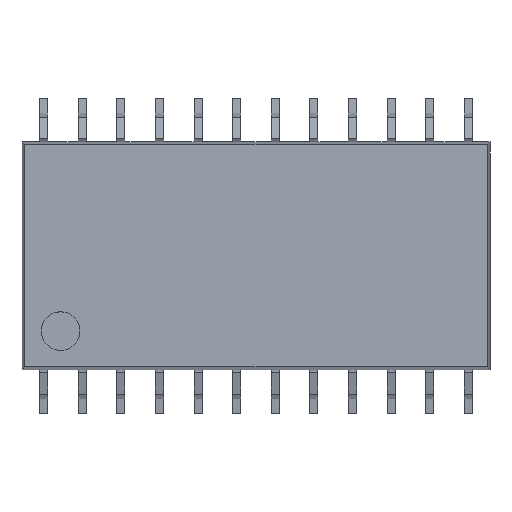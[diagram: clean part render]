
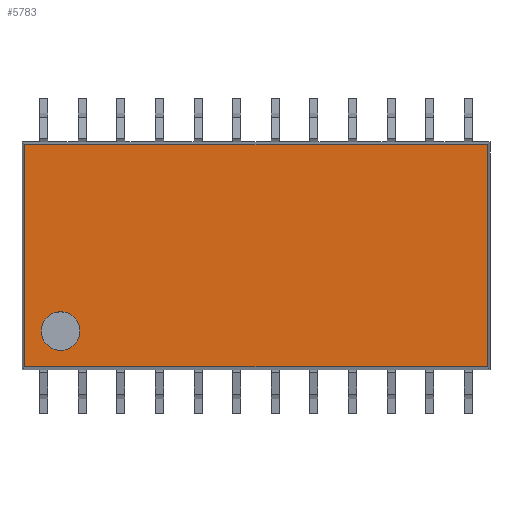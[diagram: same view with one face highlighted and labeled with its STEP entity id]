
A CAD part, top view. The second image highlights one B-rep face of the part: STEP entity #5783.
In plain terms, the highlighted planar face has unit normal (0, 0, 1).
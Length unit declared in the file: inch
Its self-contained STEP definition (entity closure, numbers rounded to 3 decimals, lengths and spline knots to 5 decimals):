
#368 = EDGE_CURVE ( 'NONE', #3521, #2726, #3201, .T. ) ;
#605 = CARTESIAN_POINT ( 'NONE',  ( 0.00364, 0., 0.052 ) ) ;
#620 = LINE ( 'NONE', #1575, #3696 ) ;
#649 = CARTESIAN_POINT ( 'NONE',  ( 0.60236, 0.00364, 0.052 ) ) ;
#829 = EDGE_CURVE ( 'NONE', #6519, #7436, #6044, .T. ) ;
#859 = VECTOR ( 'NONE', #6735, 39.37008 ) ;
#1176 = CARTESIAN_POINT ( 'NONE',  ( 0.60236, 0., 0.052 ) ) ;
#1201 = ORIENTED_EDGE ( 'NONE', *, *, #2771, .T. ) ;
#1375 = DIRECTION ( 'NONE',  ( 0., 0., 1. ) ) ;
#1575 = CARTESIAN_POINT ( 'NONE',  ( 0., 0.00364, 0.052 ) ) ;
#1903 = CIRCLE ( 'NONE', #6726, 0.025 ) ;
#1951 = CARTESIAN_POINT ( 'NONE',  ( 0., 0., 0.052 ) ) ;
#2169 = EDGE_CURVE ( 'NONE', #2726, #3521, #1903, .T. ) ;
#2176 = LINE ( 'NONE', #605, #6653 ) ;
#2269 = ORIENTED_EDGE ( 'NONE', *, *, #368, .F. ) ;
#2340 = CARTESIAN_POINT ( 'NONE',  ( 0.00364, 0.00364, 0.052 ) ) ;
#2455 = DIRECTION ( 'NONE',  ( 0., -1., 0. ) ) ;
#2575 = AXIS2_PLACEMENT_3D ( 'NONE', #5018, #1375, #5633 ) ;
#2578 = DIRECTION ( 'NONE',  ( 0., 0., -1. ) ) ;
#2726 = VERTEX_POINT ( 'NONE', #3078 ) ;
#2759 = AXIS2_PLACEMENT_3D ( 'NONE', #1951, #2578, #6831 ) ;
#2771 = EDGE_CURVE ( 'NONE', #7436, #5677, #7353, .T. ) ;
#3078 = CARTESIAN_POINT ( 'NONE',  ( 0.025, 0.05, 0.052 ) ) ;
#3140 = DIRECTION ( 'NONE',  ( 0., 0., 1. ) ) ;
#3201 = CIRCLE ( 'NONE', #2575, 0.025 ) ;
#3521 = VERTEX_POINT ( 'NONE', #3675 ) ;
#3675 = CARTESIAN_POINT ( 'NONE',  ( 0.075, 0.05, 0.052 ) ) ;
#3696 = VECTOR ( 'NONE', #4645, 39.37008 ) ;
#3714 = CARTESIAN_POINT ( 'NONE',  ( 0., 0.29136, 0.052 ) ) ;
#4128 = EDGE_CURVE ( 'NONE', #5677, #5553, #2176, .T. ) ;
#4255 = CARTESIAN_POINT ( 'NONE',  ( 0.00364, 0.29136, 0.052 ) ) ;
#4333 = EDGE_LOOP ( 'NONE', ( #2269, #7320 ) ) ;
#4645 = DIRECTION ( 'NONE',  ( 1., 0., 0. ) ) ;
#4780 = ORIENTED_EDGE ( 'NONE', *, *, #5412, .T. ) ;
#5018 = CARTESIAN_POINT ( 'NONE',  ( 0.05, 0.05, 0.052 ) ) ;
#5132 = EDGE_LOOP ( 'NONE', ( #7699, #4780, #6948, #1201 ) ) ;
#5412 = EDGE_CURVE ( 'NONE', #5553, #6519, #620, .T. ) ;
#5553 = VERTEX_POINT ( 'NONE', #2340 ) ;
#5610 = PLANE ( 'NONE',  #2759 ) ;
#5633 = DIRECTION ( 'NONE',  ( 1., 0., 0. ) ) ;
#5673 = FACE_OUTER_BOUND ( 'NONE', #5132, .T. ) ;
#5677 = VERTEX_POINT ( 'NONE', #4255 ) ;
#5783 = ADVANCED_FACE ( 'NONE', ( #7119, #5673 ), #5610, .F. ) ;
#6044 = LINE ( 'NONE', #1176, #6232 ) ;
#6232 = VECTOR ( 'NONE', #7290, 39.37008 ) ;
#6519 = VERTEX_POINT ( 'NONE', #649 ) ;
#6653 = VECTOR ( 'NONE', #2455, 39.37008 ) ;
#6726 = AXIS2_PLACEMENT_3D ( 'NONE', #6772, #3140, #7390 ) ;
#6735 = DIRECTION ( 'NONE',  ( -1., 0., 0. ) ) ;
#6772 = CARTESIAN_POINT ( 'NONE',  ( 0.05, 0.05, 0.052 ) ) ;
#6831 = DIRECTION ( 'NONE',  ( -1., 0., 0. ) ) ;
#6948 = ORIENTED_EDGE ( 'NONE', *, *, #829, .T. ) ;
#7119 = FACE_BOUND ( 'NONE', #4333, .T. ) ;
#7290 = DIRECTION ( 'NONE',  ( 0., 1., 0. ) ) ;
#7320 = ORIENTED_EDGE ( 'NONE', *, *, #2169, .F. ) ;
#7353 = LINE ( 'NONE', #3714, #859 ) ;
#7390 = DIRECTION ( 'NONE',  ( 1., 0., 0. ) ) ;
#7436 = VERTEX_POINT ( 'NONE', #7731 ) ;
#7699 = ORIENTED_EDGE ( 'NONE', *, *, #4128, .T. ) ;
#7731 = CARTESIAN_POINT ( 'NONE',  ( 0.60236, 0.29136, 0.052 ) ) ;
